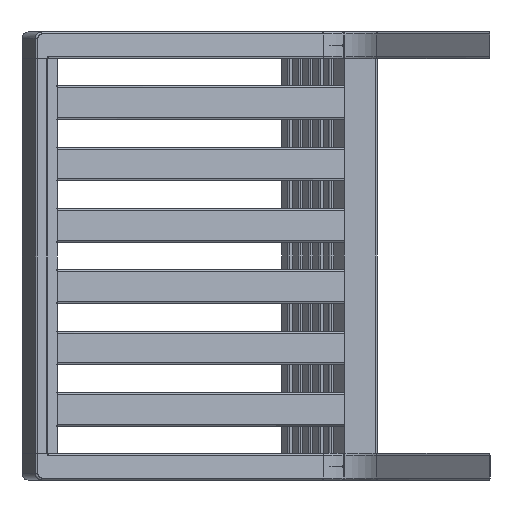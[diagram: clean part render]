
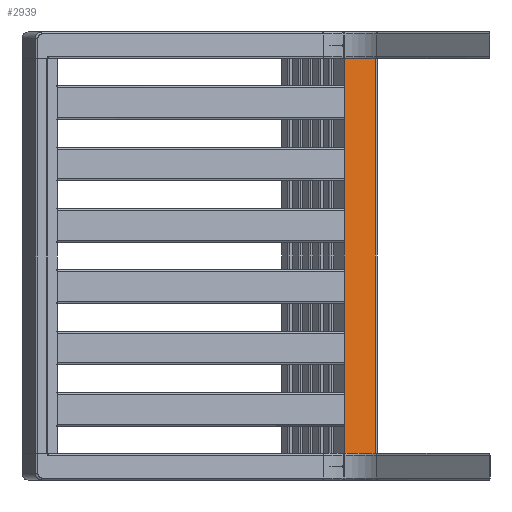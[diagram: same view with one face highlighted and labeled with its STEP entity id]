
A CAD part, left-side view. The second image highlights one B-rep face of the part: STEP entity #2939.
In plain terms, the highlighted planar face has unit normal (-0.982, -0.187, 0).
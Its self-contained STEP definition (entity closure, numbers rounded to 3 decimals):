
#330 = DIRECTION ( 'NONE',  ( 0.187, -0.982, 0. ) ) ;
#1190 = AXIS2_PLACEMENT_3D ( 'NONE', #19838, #19563, #330 ) ;
#1818 = VECTOR ( 'NONE', #10994, 1000. ) ;
#2939 = ADVANCED_FACE ( 'NONE', ( #4813 ), #21959, .F. ) ;
#3421 = CARTESIAN_POINT ( 'NONE',  ( 481.745, 535.272, 791.823 ) ) ;
#4358 = EDGE_CURVE ( 'NONE', #17459, #16359, #21631, .T. ) ;
#4813 = FACE_OUTER_BOUND ( 'NONE', #24589, .T. ) ;
#6706 = VECTOR ( 'NONE', #26950, 1000. ) ;
#6754 = CARTESIAN_POINT ( 'NONE',  ( 481.745, 535.272, 791.823 ) ) ;
#7660 = CARTESIAN_POINT ( 'NONE',  ( 490.553, 489.104, 791.823 ) ) ;
#9324 = CARTESIAN_POINT ( 'NONE',  ( 491.116, 486.158, 1376.823 ) ) ;
#9487 = ORIENTED_EDGE ( 'NONE', *, *, #26155, .T. ) ;
#10524 = VERTEX_POINT ( 'NONE', #12157 ) ;
#10605 = VERTEX_POINT ( 'NONE', #7660 ) ;
#10748 = EDGE_CURVE ( 'NONE', #10605, #10524, #19432, .T. ) ;
#10994 = DIRECTION ( 'NONE',  ( -0.187, 0.982, 0. ) ) ;
#11144 = CARTESIAN_POINT ( 'NONE',  ( 491.116, 486.158, 791.823 ) ) ;
#11831 = ORIENTED_EDGE ( 'NONE', *, *, #4358, .F. ) ;
#12157 = CARTESIAN_POINT ( 'NONE',  ( 490.553, 489.104, 1376.823 ) ) ;
#12250 = VECTOR ( 'NONE', #17287, 1000. ) ;
#13382 = LINE ( 'NONE', #11144, #1818 ) ;
#13408 = DIRECTION ( 'NONE',  ( 0., 0., 1. ) ) ;
#16092 = EDGE_CURVE ( 'NONE', #10605, #17459, #13382, .T. ) ;
#16359 = VERTEX_POINT ( 'NONE', #27651 ) ;
#17287 = DIRECTION ( 'NONE',  ( 0., 0., 1. ) ) ;
#17459 = VERTEX_POINT ( 'NONE', #3421 ) ;
#18461 = ORIENTED_EDGE ( 'NONE', *, *, #16092, .F. ) ;
#19432 = LINE ( 'NONE', #26301, #21784 ) ;
#19563 = DIRECTION ( 'NONE',  ( 0.982, 0.187, 0. ) ) ;
#19838 = CARTESIAN_POINT ( 'NONE',  ( 491.116, 486.158, 791.823 ) ) ;
#21329 = ORIENTED_EDGE ( 'NONE', *, *, #10748, .T. ) ;
#21631 = LINE ( 'NONE', #6754, #12250 ) ;
#21784 = VECTOR ( 'NONE', #13408, 1000. ) ;
#21959 = PLANE ( 'NONE',  #1190 ) ;
#24201 = LINE ( 'NONE', #9324, #6706 ) ;
#24589 = EDGE_LOOP ( 'NONE', ( #18461, #21329, #9487, #11831 ) ) ;
#26155 = EDGE_CURVE ( 'NONE', #10524, #16359, #24201, .T. ) ;
#26301 = CARTESIAN_POINT ( 'NONE',  ( 490.553, 489.104, 791.823 ) ) ;
#26950 = DIRECTION ( 'NONE',  ( -0.187, 0.982, 0. ) ) ;
#27651 = CARTESIAN_POINT ( 'NONE',  ( 481.745, 535.272, 1376.823 ) ) ;
